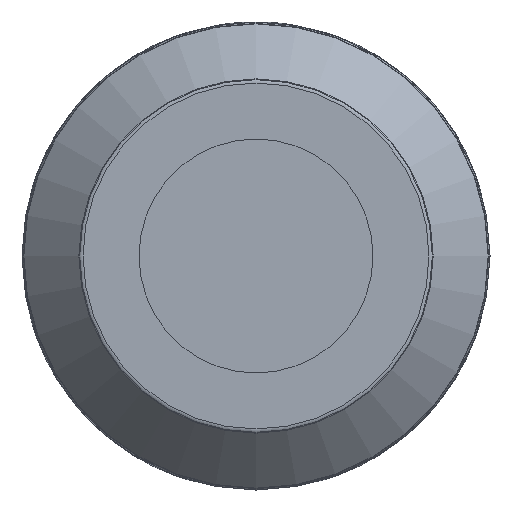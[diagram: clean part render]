
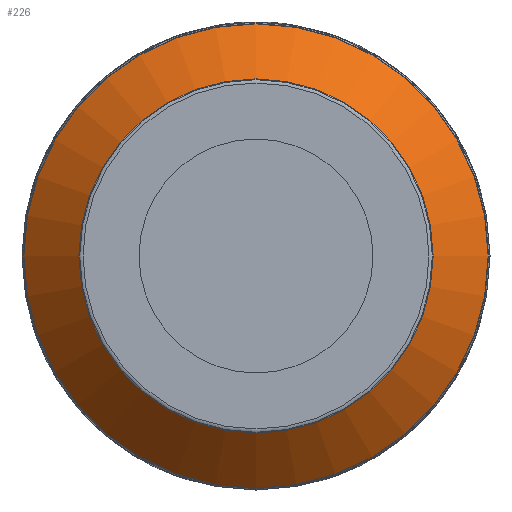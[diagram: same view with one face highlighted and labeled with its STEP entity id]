
A CAD part, left-side view. The second image highlights one B-rep face of the part: STEP entity #226.
In plain terms, the highlighted conical face has half-angle 45 degrees and reference radius 30.281 mm.
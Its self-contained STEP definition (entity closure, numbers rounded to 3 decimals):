
#96=CONICAL_SURFACE('',#716,30.281,45.);
#174=FACE_BOUND('',#330,.T.);
#175=FACE_BOUND('',#331,.T.);
#226=ADVANCED_FACE('',(#174,#175),#96,.T.);
#330=EDGE_LOOP('',(#474));
#331=EDGE_LOOP('',(#475));
#474=ORIENTED_EDGE('',*,*,#626,.T.);
#475=ORIENTED_EDGE('',*,*,#627,.F.);
#552=VERTEX_POINT('',#1632);
#553=VERTEX_POINT('',#1634);
#626=EDGE_CURVE('',#552,#552,#651,.T.);
#627=EDGE_CURVE('',#553,#553,#652,.T.);
#651=CIRCLE('',#714,39.68);
#652=CIRCLE('',#715,30.281);
#714=AXIS2_PLACEMENT_3D('',#1631,#867,#868);
#715=AXIS2_PLACEMENT_3D('',#1633,#869,#870);
#716=AXIS2_PLACEMENT_3D('',#1635,#871,#872);
#867=DIRECTION('',(-1.,0.,0.));
#868=DIRECTION('',(0.,0.,-1.));
#869=DIRECTION('',(-1.,0.,0.));
#870=DIRECTION('',(0.,0.,-1.));
#871=DIRECTION('',(1.,0.,0.));
#872=DIRECTION('',(0.,0.,-1.));
#1631=CARTESIAN_POINT('',(9.68,0.,0.));
#1632=CARTESIAN_POINT('',(9.68,0.,-39.68));
#1633=CARTESIAN_POINT('',(0.281,0.,0.));
#1634=CARTESIAN_POINT('',(0.281,0.,-30.281));
#1635=CARTESIAN_POINT('',(0.281,0.,0.));
